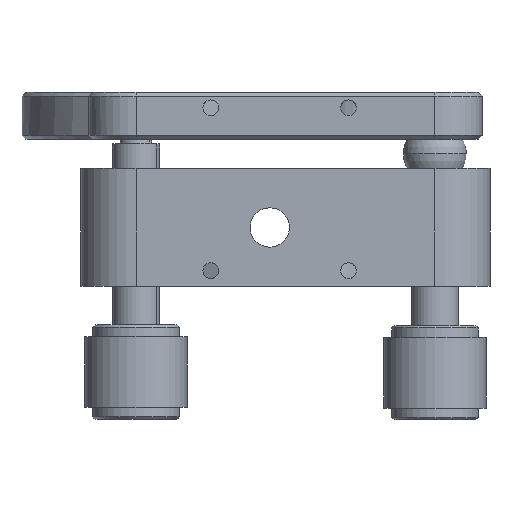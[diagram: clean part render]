
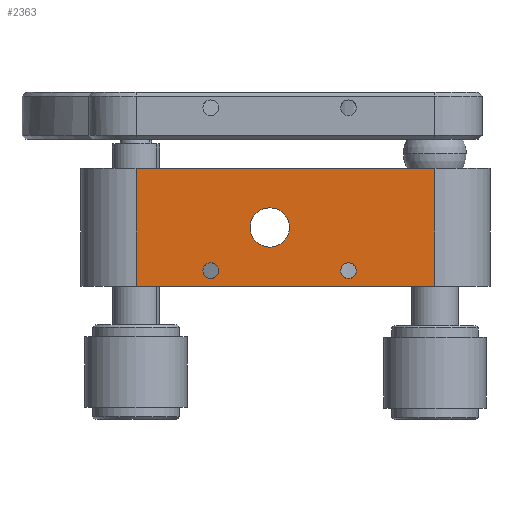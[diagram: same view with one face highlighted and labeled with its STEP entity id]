
A CAD part, front view. The second image highlights one B-rep face of the part: STEP entity #2363.
In plain terms, the highlighted planar face has unit normal (0, -1, 0).
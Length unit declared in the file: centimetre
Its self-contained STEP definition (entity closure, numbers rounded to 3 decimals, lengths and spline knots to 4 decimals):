
#678 = VERTEX_POINT ( 'NONE', #4342 ) ;
#736 = EDGE_CURVE ( 'NONE', #922, #883, #4418, .T. ) ;
#757 = VERTEX_POINT ( 'NONE', #4458 ) ;
#843 = EDGE_CURVE ( 'NONE', #678, #757, #4736, .T. ) ;
#863 = VERTEX_POINT ( 'NONE', #4906 ) ;
#865 = VERTEX_POINT ( 'NONE', #4902 ) ;
#883 = VERTEX_POINT ( 'NONE', #4872 ) ;
#886 = EDGE_CURVE ( 'NONE', #863, #954, #4866, .T. ) ;
#890 = VERTEX_POINT ( 'NONE', #4859 ) ;
#922 = VERTEX_POINT ( 'NONE', #4994 ) ;
#951 = EDGE_CURVE ( 'NONE', #865, #890, #4941, .T. ) ;
#954 = VERTEX_POINT ( 'NONE', #4815 ) ;
#2171 = VERTEX_POINT ( 'NONE', #6622 ) ;
#2184 = VERTEX_POINT ( 'NONE', #6804 ) ;
#2185 = EDGE_CURVE ( 'NONE', #2184, #2171, #6803, .T. ) ;
#2195 = EDGE_CURVE ( 'NONE', #890, #865, #6876, .T. ) ;
#2218 = EDGE_CURVE ( 'NONE', #883, #922, #6964, .T. ) ;
#2356 = ORIENTED_EDGE ( 'NONE', *, *, #2185, .F. ) ;
#2357 = ORIENTED_EDGE ( 'NONE', *, *, #2378, .T. ) ;
#2358 = ORIENTED_EDGE ( 'NONE', *, *, #843, .T. ) ;
#2362 = ORIENTED_EDGE ( 'NONE', *, *, #2375, .F. ) ;
#2363 = ADVANCED_FACE ( 'NONE', ( #7177, #7323, #7196, #7322 ), #7321, .F. ) ;
#2364 = EDGE_LOOP ( 'NONE', ( #2366, #2369 ) ) ;
#2365 = EDGE_LOOP ( 'NONE', ( #2357, #2356, #2362, #2358 ) ) ;
#2366 = ORIENTED_EDGE ( 'NONE', *, *, #2195, .T. ) ;
#2367 = EDGE_LOOP ( 'NONE', ( #2372, #2374 ) ) ;
#2368 = ORIENTED_EDGE ( 'NONE', *, *, #886, .F. ) ;
#2369 = ORIENTED_EDGE ( 'NONE', *, *, #951, .T. ) ;
#2370 = ORIENTED_EDGE ( 'NONE', *, *, #2371, .F. ) ;
#2371 = EDGE_CURVE ( 'NONE', #954, #863, #7195, .T. ) ;
#2372 = ORIENTED_EDGE ( 'NONE', *, *, #2218, .F. ) ;
#2373 = EDGE_LOOP ( 'NONE', ( #2370, #2368 ) ) ;
#2374 = ORIENTED_EDGE ( 'NONE', *, *, #736, .F. ) ;
#2375 = EDGE_CURVE ( 'NONE', #678, #2184, #7293, .T. ) ;
#2378 = EDGE_CURVE ( 'NONE', #757, #2171, #7385, .T. ) ;
#4342 = CARTESIAN_POINT ( 'NONE',  ( -2.6225, -2.544, 0.75 ) ) ;
#4356 = DIRECTION ( 'NONE',  ( 0., 0., -1. ) ) ;
#4357 = DIRECTION ( 'NONE',  ( 0., -1., 0. ) ) ;
#4358 = CARTESIAN_POINT ( 'NONE',  ( -1.6725, -2.544, -0.55 ) ) ;
#4364 = AXIS2_PLACEMENT_3D ( 'NONE', #4358, #4357, #4356 ) ;
#4418 = CIRCLE ( 'NONE', #4364, 0.1 ) ;
#4458 = CARTESIAN_POINT ( 'NONE',  ( -2.6225, -2.544, -0.75 ) ) ;
#4697 = VECTOR ( 'NONE', #4701, 100. ) ;
#4701 = DIRECTION ( 'NONE',  ( 0., 0., -1. ) ) ;
#4702 = CARTESIAN_POINT ( 'NONE',  ( -2.6225, -2.544, 0.75 ) ) ;
#4736 = LINE ( 'NONE', #4702, #4697 ) ;
#4814 = DIRECTION ( 'NONE',  ( -1., 0., 0. ) ) ;
#4815 = CARTESIAN_POINT ( 'NONE',  ( 0.0775, -2.544, -0.65 ) ) ;
#4854 = DIRECTION ( 'NONE',  ( 0., 0., -1. ) ) ;
#4855 = DIRECTION ( 'NONE',  ( 0., -1., 0. ) ) ;
#4856 = AXIS2_PLACEMENT_3D ( 'NONE', #4873, #4855, #4854 ) ;
#4859 = CARTESIAN_POINT ( 'NONE',  ( -0.9225, -2.544, 0.25 ) ) ;
#4866 = CIRCLE ( 'NONE', #4856, 0.1 ) ;
#4872 = CARTESIAN_POINT ( 'NONE',  ( -1.6725, -2.544, -0.65 ) ) ;
#4873 = CARTESIAN_POINT ( 'NONE',  ( 0.0775, -2.544, -0.55 ) ) ;
#4902 = CARTESIAN_POINT ( 'NONE',  ( -0.9225, -2.544, -0.25 ) ) ;
#4906 = CARTESIAN_POINT ( 'NONE',  ( 0.0775, -2.544, -0.45 ) ) ;
#4941 = CIRCLE ( 'NONE', #4960, 0.25 ) ;
#4952 = DIRECTION ( 'NONE',  ( 0., 1., 0. ) ) ;
#4959 = CARTESIAN_POINT ( 'NONE',  ( -0.9225, -2.544, 0. ) ) ;
#4960 = AXIS2_PLACEMENT_3D ( 'NONE', #4959, #4952, #4814 ) ;
#4994 = CARTESIAN_POINT ( 'NONE',  ( -1.6725, -2.544, -0.45 ) ) ;
#6622 = CARTESIAN_POINT ( 'NONE',  ( 1.1775, -2.544, -0.75 ) ) ;
#6803 = LINE ( 'NONE', #6886, #6881 ) ;
#6804 = CARTESIAN_POINT ( 'NONE',  ( 1.1775, -2.544, 0.75 ) ) ;
#6828 = DIRECTION ( 'NONE',  ( -1., 0., 0. ) ) ;
#6829 = AXIS2_PLACEMENT_3D ( 'NONE', #6833, #6866, #6828 ) ;
#6833 = CARTESIAN_POINT ( 'NONE',  ( -0.9225, -2.544, 0. ) ) ;
#6866 = DIRECTION ( 'NONE',  ( 0., 1., 0. ) ) ;
#6876 = CIRCLE ( 'NONE', #6829, 0.25 ) ;
#6881 = VECTOR ( 'NONE', #6885, 100. ) ;
#6885 = DIRECTION ( 'NONE',  ( 0., 0., -1. ) ) ;
#6886 = CARTESIAN_POINT ( 'NONE',  ( 1.1775, -2.544, 0.75 ) ) ;
#6960 = DIRECTION ( 'NONE',  ( 0., 0., -1. ) ) ;
#6961 = DIRECTION ( 'NONE',  ( 0., -1., 0. ) ) ;
#6962 = AXIS2_PLACEMENT_3D ( 'NONE', #7121, #6961, #6960 ) ;
#6964 = CIRCLE ( 'NONE', #6962, 0.1 ) ;
#7121 = CARTESIAN_POINT ( 'NONE',  ( -1.6725, -2.544, -0.55 ) ) ;
#7177 = FACE_BOUND ( 'NONE', #2364, .T. ) ;
#7178 = CARTESIAN_POINT ( 'NONE',  ( -0.4594, -2.544, 0.75 ) ) ;
#7195 = CIRCLE ( 'NONE', #7298, 0.1 ) ;
#7196 = FACE_BOUND ( 'NONE', #2373, .T. ) ;
#7290 = DIRECTION ( 'NONE',  ( 1., 0., 0. ) ) ;
#7291 = VECTOR ( 'NONE', #7290, 100. ) ;
#7292 = CARTESIAN_POINT ( 'NONE',  ( -0.4594, -2.544, 0.75 ) ) ;
#7293 = LINE ( 'NONE', #7292, #7291 ) ;
#7295 = DIRECTION ( 'NONE',  ( 0., 0., -1. ) ) ;
#7296 = DIRECTION ( 'NONE',  ( 0., -1., 0. ) ) ;
#7297 = CARTESIAN_POINT ( 'NONE',  ( 0.0775, -2.544, -0.55 ) ) ;
#7298 = AXIS2_PLACEMENT_3D ( 'NONE', #7297, #7296, #7295 ) ;
#7299 = DIRECTION ( 'NONE',  ( -1., 0., 0. ) ) ;
#7300 = DIRECTION ( 'NONE',  ( 0., 1., 0. ) ) ;
#7321 = PLANE ( 'NONE',  #7324 ) ;
#7322 = FACE_OUTER_BOUND ( 'NONE', #2365, .T. ) ;
#7323 = FACE_BOUND ( 'NONE', #2367, .T. ) ;
#7324 = AXIS2_PLACEMENT_3D ( 'NONE', #7178, #7300, #7299 ) ;
#7382 = DIRECTION ( 'NONE',  ( 1., 0., 0. ) ) ;
#7383 = VECTOR ( 'NONE', #7382, 100. ) ;
#7384 = CARTESIAN_POINT ( 'NONE',  ( -0.4594, -2.544, -0.75 ) ) ;
#7385 = LINE ( 'NONE', #7384, #7383 ) ;
